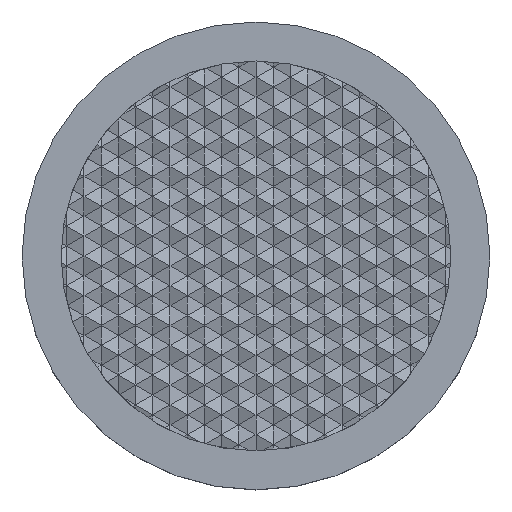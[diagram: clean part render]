
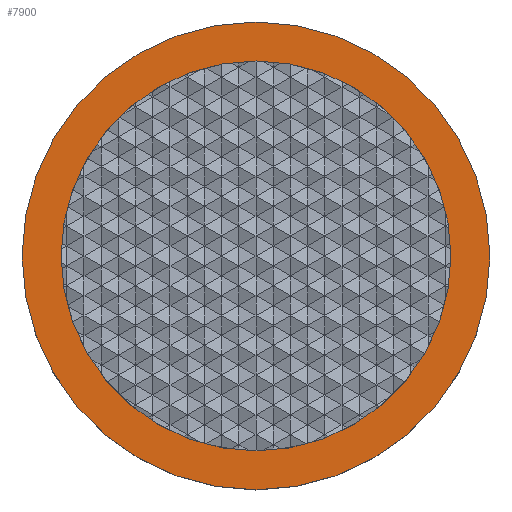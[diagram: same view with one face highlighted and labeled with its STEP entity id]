
A CAD part, top view. The second image highlights one B-rep face of the part: STEP entity #7900.
In plain terms, the highlighted planar face has unit normal (0, 0, 1).
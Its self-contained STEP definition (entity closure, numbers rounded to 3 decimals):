
#1630=CARTESIAN_POINT('',(20.973,-4.291,
0.077));
#1640=VERTEX_POINT('',#1630);
#1670=CARTESIAN_POINT('',(16.723,-4.291,
0.077));
#1680=DIRECTION('',(0.,0.,1.));
#1690=DIRECTION('',(1.,0.,0.));
#1700=AXIS2_PLACEMENT_3D('',#1670,#1680,#1690);
#1710=CIRCLE('',#1700,4.25);
#1720=CARTESIAN_POINT('',(12.473,-4.291,
0.077));
#1730=VERTEX_POINT('',#1720);
#1740=EDGE_CURVE('',#1730,#1640,#1710,.T.);
#7520=CARTESIAN_POINT('',(11.623,-4.291,
0.077));
#7530=VERTEX_POINT('',#7520);
#7560=CARTESIAN_POINT('',(16.723,-4.291,
0.077));
#7570=DIRECTION('',(0.,0.,1.));
#7580=DIRECTION('',(1.,0.,0.));
#7590=AXIS2_PLACEMENT_3D('',#7560,#7570,#7580);
#7600=CIRCLE('',#7590,5.1);
#7610=CARTESIAN_POINT('',(21.823,-4.291,
0.077));
#7620=VERTEX_POINT('',#7610);
#7630=EDGE_CURVE('',#7530,#7620,#7600,.T.);
#7750=CARTESIAN_POINT('',(-1.858,0.477,
0.077));
#7760=DIRECTION('',(0.,0.,1.));
#7770=DIRECTION('',(1.,0.,0.));
#7780=AXIS2_PLACEMENT_3D('',#7750,#7760,#7770);
#7790=PLANE('',#7780);
#7800=EDGE_CURVE('',#1640,#1730,#1710,.T.);
#7810=ORIENTED_EDGE('',*,*,#7800,.F.);
#7820=ORIENTED_EDGE('',*,*,#1740,.F.);
#7830=EDGE_LOOP('',(#7820,#7810));
#7840=FACE_BOUND('',#7830,.T.);
#7850=EDGE_CURVE('',#7620,#7530,#7600,.T.);
#7860=ORIENTED_EDGE('',*,*,#7850,.T.);
#7870=ORIENTED_EDGE('',*,*,#7630,.T.);
#7880=EDGE_LOOP('',(#7870,#7860));
#7890=FACE_OUTER_BOUND('',#7880,.T.);
#7900=ADVANCED_FACE('',(#7840,#7890),#7790,.T.);
